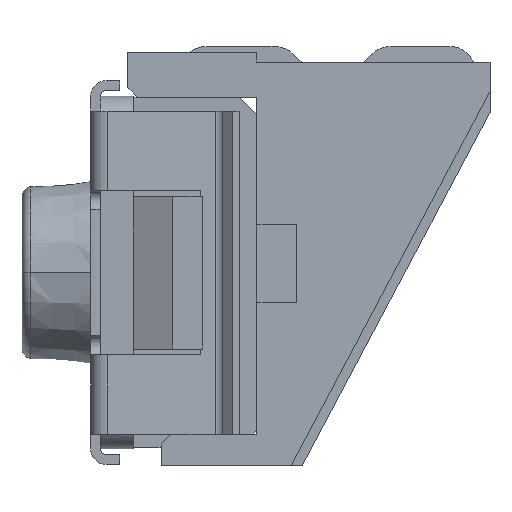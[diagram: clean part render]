
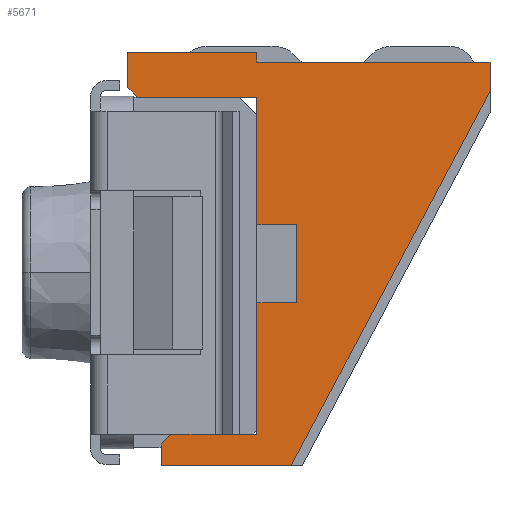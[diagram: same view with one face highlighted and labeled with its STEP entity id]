
A CAD part, left-side view. The second image highlights one B-rep face of the part: STEP entity #5671.
In plain terms, the highlighted planar face has unit normal (-1, 0, 0).
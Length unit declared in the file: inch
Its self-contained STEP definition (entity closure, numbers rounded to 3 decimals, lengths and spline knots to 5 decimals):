
#277=DIRECTION('',(0.,1.,0.));
#278=VECTOR('',#277,0.119);
#279=CARTESIAN_POINT('',(-0.097,-0.119,0.206));
#280=LINE('',#279,#278);
#839=DIRECTION('',(0.,-1.,0.));
#840=VECTOR('',#839,0.00479);
#841=CARTESIAN_POINT('',(-0.097,0.01514,0.016));
#842=LINE('',#841,#840);
#843=DIRECTION('',(0.,-1.,0.));
#844=VECTOR('',#843,0.01035);
#845=CARTESIAN_POINT('',(-0.097,0.01035,0.016));
#846=LINE('',#845,#844);
#847=DIRECTION('',(0.,0.,-1.));
#848=VECTOR('',#847,0.067);
#849=CARTESIAN_POINT('',(-0.097,0.,0.083));
#850=LINE('',#849,#848);
#851=DIRECTION('',(0.,-1.,0.));
#852=VECTOR('',#851,0.02);
#853=CARTESIAN_POINT('',(-0.097,0.,0.083));
#854=LINE('',#853,#852);
#855=DIRECTION('',(0.,0.,1.));
#856=VECTOR('',#855,0.04);
#857=CARTESIAN_POINT('',(-0.097,-0.02,0.083));
#858=LINE('',#857,#856);
#859=DIRECTION('',(0.,1.,0.));
#860=VECTOR('',#859,0.02);
#861=CARTESIAN_POINT('',(-0.097,-0.02,0.123));
#862=LINE('',#861,#860);
#863=DIRECTION('',(0.,0.,-1.));
#864=VECTOR('',#863,0.065);
#865=CARTESIAN_POINT('',(-0.097,0.,0.188));
#866=LINE('',#865,#864);
#867=DIRECTION('',(0.,-1.,0.));
#868=VECTOR('',#867,0.066);
#869=CARTESIAN_POINT('',(-0.097,0.066,0.211));
#870=LINE('',#869,#868);
#871=DIRECTION('',(0.,0.,-1.));
#872=VECTOR('',#871,0.005);
#873=CARTESIAN_POINT('',(-0.097,0.,0.211));
#874=LINE('',#873,#872);
#875=DIRECTION('',(0.,0.,-1.));
#876=VECTOR('',#875,0.015);
#877=CARTESIAN_POINT('',(-0.097,-0.119,0.206));
#878=LINE('',#877,#876);
#879=DIRECTION('',(0.,0.469,-0.883));
#880=VECTOR('',#879,0.21632);
#881=CARTESIAN_POINT('',(-0.097,-0.119,0.191));
#882=LINE('',#881,#880);
#883=DIRECTION('',(0.,1.,0.));
#884=VECTOR('',#883,0.06644);
#885=CARTESIAN_POINT('',(-0.097,-0.01744,0.));
#886=LINE('',#885,#884);
#887=DIRECTION('',(0.,0.,1.));
#888=VECTOR('',#887,0.011);
#889=CARTESIAN_POINT('',(-0.097,0.049,0.));
#890=LINE('',#889,#888);
#891=DIRECTION('',(0.,-1.,0.));
#892=VECTOR('',#891,0.02886);
#893=CARTESIAN_POINT('',(-0.097,0.044,0.016));
#894=LINE('',#893,#892);
#2352=DIRECTION('',(0.,-1.,0.));
#2353=VECTOR('',#2352,0.061);
#2354=CARTESIAN_POINT('',(-0.097,0.061,0.188));
#2355=LINE('',#2354,#2353);
#2380=DIRECTION('',(0.,-0.707,-0.707));
#2381=VECTOR('',#2380,0.00707);
#2382=CARTESIAN_POINT('',(-0.097,0.066,0.193));
#2383=LINE('',#2382,#2381);
#2400=DIRECTION('',(0.,0.,-1.));
#2401=VECTOR('',#2400,0.018);
#2402=CARTESIAN_POINT('',(-0.097,0.066,0.211));
#2403=LINE('',#2402,#2401);
#2883=DIRECTION('',(0.,-0.707,0.707));
#2884=VECTOR('',#2883,0.00707);
#2885=CARTESIAN_POINT('',(-0.097,0.049,0.011));
#2886=LINE('',#2885,#2884);
#3435=CARTESIAN_POINT('',(-0.097,-0.119,0.206));
#3436=CARTESIAN_POINT('',(-0.097,-0.119,0.191));
#3437=VERTEX_POINT('',#3435);
#3438=VERTEX_POINT('',#3436);
#3439=CARTESIAN_POINT('',(-0.097,-0.01744,0.));
#3440=VERTEX_POINT('',#3439);
#3441=CARTESIAN_POINT('',(-0.097,0.049,0.));
#3442=VERTEX_POINT('',#3441);
#3452=CARTESIAN_POINT('',(-0.097,0.,0.188));
#3454=VERTEX_POINT('',#3452);
#3509=CARTESIAN_POINT('',(-0.097,0.,0.016));
#3510=VERTEX_POINT('',#3509);
#3583=CARTESIAN_POINT('',(-0.097,0.049,0.011));
#3584=CARTESIAN_POINT('',(-0.097,0.044,0.016));
#3585=VERTEX_POINT('',#3583);
#3586=VERTEX_POINT('',#3584);
#3627=CARTESIAN_POINT('',(-0.097,0.066,0.211));
#3628=CARTESIAN_POINT('',(-0.097,0.,0.211));
#3629=VERTEX_POINT('',#3627);
#3630=VERTEX_POINT('',#3628);
#3639=CARTESIAN_POINT('',(-0.097,0.,0.206));
#3640=VERTEX_POINT('',#3639);
#3657=CARTESIAN_POINT('',(-0.097,0.,0.083));
#3658=CARTESIAN_POINT('',(-0.097,-0.02,0.083));
#3659=VERTEX_POINT('',#3657);
#3660=VERTEX_POINT('',#3658);
#3661=CARTESIAN_POINT('',(-0.097,-0.02,0.123));
#3662=VERTEX_POINT('',#3661);
#3663=CARTESIAN_POINT('',(-0.097,0.,0.123));
#3664=VERTEX_POINT('',#3663);
#3666=CARTESIAN_POINT('',(-0.097,0.066,0.193));
#3668=VERTEX_POINT('',#3666);
#3669=CARTESIAN_POINT('',(-0.097,0.061,0.188));
#3670=VERTEX_POINT('',#3669);
#3887=CARTESIAN_POINT('',(-0.097,0.01514,0.016));
#3888=CARTESIAN_POINT('',(-0.097,0.01035,0.016));
#3889=VERTEX_POINT('',#3887);
#3890=VERTEX_POINT('',#3888);
#5632=CARTESIAN_POINT('',(-0.097,0.,0.));
#5633=DIRECTION('',(1.,0.,0.));
#5634=DIRECTION('',(0.,-1.,0.));
#5635=AXIS2_PLACEMENT_3D('',#5632,#5633,#5634);
#5636=PLANE('',#5635);
#5637=ORIENTED_EDGE('',*,*,#5559,.T.);
#5639=ORIENTED_EDGE('',*,*,#5638,.T.);
#5641=ORIENTED_EDGE('',*,*,#5640,.F.);
#5643=ORIENTED_EDGE('',*,*,#5642,.T.);
#5645=ORIENTED_EDGE('',*,*,#5644,.T.);
#5647=ORIENTED_EDGE('',*,*,#5646,.T.);
#5649=ORIENTED_EDGE('',*,*,#5648,.F.);
#5651=ORIENTED_EDGE('',*,*,#5650,.F.);
#5653=ORIENTED_EDGE('',*,*,#5652,.F.);
#5655=ORIENTED_EDGE('',*,*,#5654,.F.);
#5657=ORIENTED_EDGE('',*,*,#5656,.T.);
#5659=ORIENTED_EDGE('',*,*,#5658,.T.);
#5660=ORIENTED_EDGE('',*,*,#4919,.F.);
#5661=ORIENTED_EDGE('',*,*,#5492,.T.);
#5662=ORIENTED_EDGE('',*,*,#5465,.T.);
#5663=ORIENTED_EDGE('',*,*,#5422,.T.);
#5664=ORIENTED_EDGE('',*,*,#4766,.T.);
#5666=ORIENTED_EDGE('',*,*,#5665,.T.);
#5668=ORIENTED_EDGE('',*,*,#5667,.T.);
#5669=EDGE_LOOP('',(#5637,#5639,#5641,#5643,#5645,#5647,#5649,#5651,#5653,#5655,
#5657,#5659,#5660,#5661,#5662,#5663,#5664,#5666,#5668));
#5670=FACE_OUTER_BOUND('',#5669,.F.);
#5671=ADVANCED_FACE('',(#5670),#5636,.F.);
#4766=EDGE_CURVE('',#3442,#3585,#890,.T.);
#4919=EDGE_CURVE('',#3437,#3640,#280,.T.);
#5422=EDGE_CURVE('',#3440,#3442,#886,.T.);
#5465=EDGE_CURVE('',#3438,#3440,#882,.T.);
#5492=EDGE_CURVE('',#3437,#3438,#878,.T.);
#5559=EDGE_CURVE('',#3889,#3890,#842,.T.);
#5638=EDGE_CURVE('',#3890,#3510,#846,.T.);
#5640=EDGE_CURVE('',#3659,#3510,#850,.T.);
#5642=EDGE_CURVE('',#3659,#3660,#854,.T.);
#5644=EDGE_CURVE('',#3660,#3662,#858,.T.);
#5646=EDGE_CURVE('',#3662,#3664,#862,.T.);
#5648=EDGE_CURVE('',#3454,#3664,#866,.T.);
#5650=EDGE_CURVE('',#3670,#3454,#2355,.T.);
#5652=EDGE_CURVE('',#3668,#3670,#2383,.T.);
#5654=EDGE_CURVE('',#3629,#3668,#2403,.T.);
#5656=EDGE_CURVE('',#3629,#3630,#870,.T.);
#5658=EDGE_CURVE('',#3630,#3640,#874,.T.);
#5665=EDGE_CURVE('',#3585,#3586,#2886,.T.);
#5667=EDGE_CURVE('',#3586,#3889,#894,.T.);
